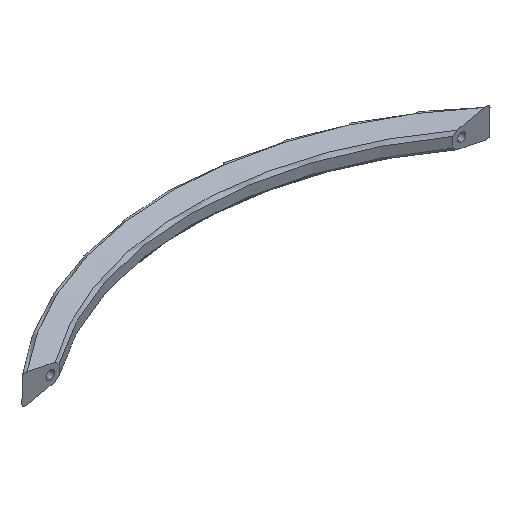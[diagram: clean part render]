
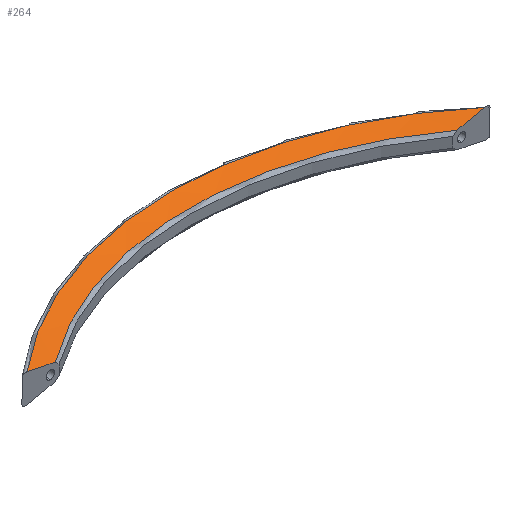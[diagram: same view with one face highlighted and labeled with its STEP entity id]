
A CAD part, isometric view. The second image highlights one B-rep face of the part: STEP entity #264.
In plain terms, the highlighted conical face has half-angle 71.5 degrees and reference radius 137.462 mm.
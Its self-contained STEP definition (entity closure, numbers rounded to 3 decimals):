
#40 = CARTESIAN_POINT ( 'NONE',  ( -78.092, 0., 3.279 ) ) ;
#47 = CARTESIAN_POINT ( 'NONE',  ( 78.092, 0., 3.279 ) ) ;
#86 = DIRECTION ( 'NONE',  ( 0., 0., 1. ) ) ;
#95 = CARTESIAN_POINT ( 'NONE',  ( 0., -104.779, 5.548 ) ) ;
#97 = EDGE_CURVE ( 'NONE', #655, #789, #178, .T. ) ;
#126 = CARTESIAN_POINT ( 'NONE',  ( -85.354, 0., 4.763 ) ) ;
#151 = DIRECTION ( 'NONE',  ( 0.656, 0.755, 0. ) ) ;
#163 = CARTESIAN_POINT ( 'NONE',  ( 0., -104.779, 5.548 ) ) ;
#169 = AXIS2_PLACEMENT_3D ( 'NONE', #510, #443, #831 ) ;
#178 = CIRCLE ( 'NONE', #169, 130.679 ) ;
#185 = CARTESIAN_POINT ( 'NONE',  ( -78.092, 0., 3.279 ) ) ;
#199 = ORIENTED_EDGE ( 'NONE', *, *, #551, .T. ) ;
#209 = ORIENTED_EDGE ( 'NONE', *, *, #495, .T. ) ;
#232 = B_SPLINE_CURVE_WITH_KNOTS ( 'NONE', 3,
 ( #47, #693, #635, #822 ),
 .UNSPECIFIED., .F., .F.,
 ( 4, 4 ),
 ( 0.279, 0.29 ),
 .UNSPECIFIED. ) ;
#259 = CONICAL_SURFACE ( 'NONE', #513, 137.462, 1.248 ) ;
#264 = ADVANCED_FACE ( 'NONE', ( #621 ), #259, .F. ) ;
#274 = B_SPLINE_CURVE_WITH_KNOTS ( 'NONE', 3,
 ( #828, #126, #770, #185 ),
 .UNSPECIFIED., .F., .F.,
 ( 4, 4 ),
 ( 0.113, 0.124 ),
 .UNSPECIFIED. ) ;
#366 = DIRECTION ( 'NONE',  ( 1., 0., 0. ) ) ;
#389 = AXIS2_PLACEMENT_3D ( 'NONE', #163, #86, #151 ) ;
#403 = VERTEX_POINT ( 'NONE', #575 ) ;
#443 = DIRECTION ( 'NONE',  ( 0., 0., 1. ) ) ;
#475 = CARTESIAN_POINT ( 'NONE',  ( 78.092, 0., 3.279 ) ) ;
#486 = CARTESIAN_POINT ( 'NONE',  ( 88.978, 0., 5.548 ) ) ;
#495 = EDGE_CURVE ( 'NONE', #403, #789, #274, .T. ) ;
#501 = ORIENTED_EDGE ( 'NONE', *, *, #97, .F. ) ;
#510 = CARTESIAN_POINT ( 'NONE',  ( 0., -104.779, 3.279 ) ) ;
#513 = AXIS2_PLACEMENT_3D ( 'NONE', #95, #740, #366 ) ;
#551 = EDGE_CURVE ( 'NONE', #655, #600, #232, .T. ) ;
#552 = CIRCLE ( 'NONE', #389, 137.462 ) ;
#575 = CARTESIAN_POINT ( 'NONE',  ( -88.978, 0., 5.548 ) ) ;
#591 = EDGE_LOOP ( 'NONE', ( #772, #209, #501, #199 ) ) ;
#600 = VERTEX_POINT ( 'NONE', #486 ) ;
#615 = EDGE_CURVE ( 'NONE', #600, #403, #552, .T. ) ;
#621 = FACE_OUTER_BOUND ( 'NONE', #591, .T. ) ;
#635 = CARTESIAN_POINT ( 'NONE',  ( 85.356, 0., 4.764 ) ) ;
#655 = VERTEX_POINT ( 'NONE', #475 ) ;
#693 = CARTESIAN_POINT ( 'NONE',  ( 81.728, 0., 4.006 ) ) ;
#740 = DIRECTION ( 'NONE',  ( 0., 0., 1. ) ) ;
#770 = CARTESIAN_POINT ( 'NONE',  ( -81.726, 0., 4.005 ) ) ;
#772 = ORIENTED_EDGE ( 'NONE', *, *, #615, .T. ) ;
#789 = VERTEX_POINT ( 'NONE', #40 ) ;
#822 = CARTESIAN_POINT ( 'NONE',  ( 88.978, 0., 5.548 ) ) ;
#828 = CARTESIAN_POINT ( 'NONE',  ( -88.978, 0., 5.548 ) ) ;
#831 = DIRECTION ( 'NONE',  ( 0.656, 0.755, 0. ) ) ;
